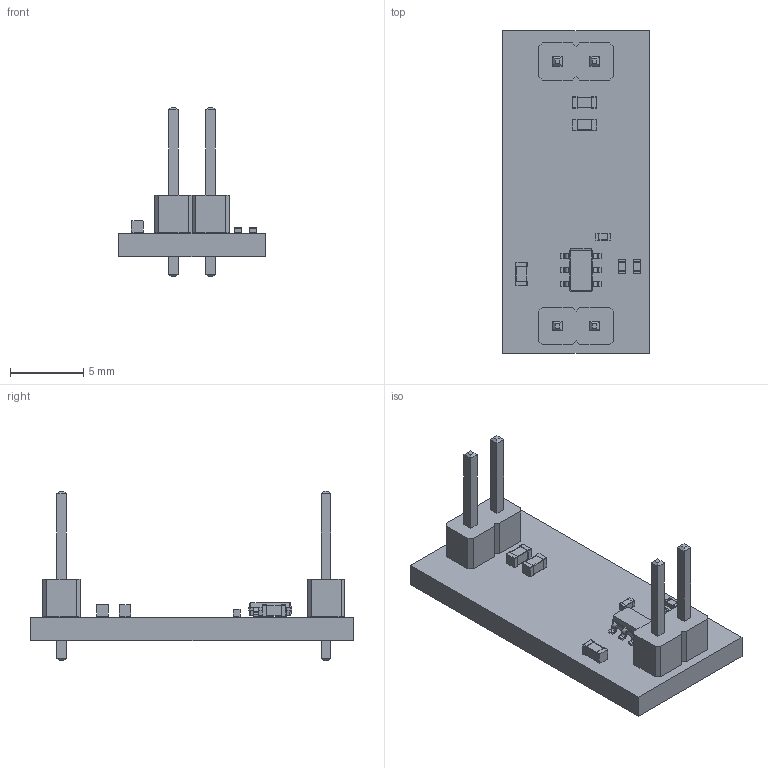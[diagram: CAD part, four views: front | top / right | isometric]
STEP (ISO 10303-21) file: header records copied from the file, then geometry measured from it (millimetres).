
FILE_DESCRIPTION(('KiCad electronic assembly'),'2;1');
FILE_NAME('5v buck pt iii.step','2024-11-18T19:32:28',('Pcbnew'),( 'Kicad'),'Open CASCADE STEP processor 7.8','KiCad to STEP converter' ,'Unknown');
FILE_SCHEMA(('AUTOMOTIVE_DESIGN { 1 0 10303 214 1 1 1 1 }'));
Length unit declared in the file: millimetre
Products named in the file (12): 5v buck pt iii 1; C_0603_1608Metric; PinHeader_1x02_P2.54mm_Vertical; PinHeader_1x02_P254mm_Vertical; R_0402_1005Metric; TSOT-23-6; TSOT_23_6; C_0402_1005Metric; 5v buck pt iii_PCB
Assembly tree (15 placements, depth 3):
  5v buck pt iii 1
    C_0603_1608Metric  x3
      C_0603_1608Metric
    PinHeader_1x02_P2.54mm_Vertical  x2
      PinHeader_1x02_P254mm_Vertical
    R_0402_1005Metric  x2
      R_0402_1005Metric
    TSOT-23-6
      TSOT_23_6
    C_0402_1005Metric
      C_0402_1005Metric
    5v buck pt iii_PCB
Bounding box: 10 x 22 x 11.54 mm (x, y, z)
Volume: 433.1 mm3; surface area: 819.7 mm2
Topology: 10 solids, 10 shells, 402 faces, 1010 edges, 644 vertices
Faces by surface type: plane 280, cylinder 92, bspline 30
Full cylindrical faces by diameter (mm): 1 x4
Entity records: 9938 total; most frequent: CARTESIAN_POINT 1510, ORIENTED_EDGE 1352, DIRECTION 1272, EDGE_CURVE 676, LINE 524, VECTOR 524, VERTEX_POINT 428, AXIS2_PLACEMENT_3D 374
